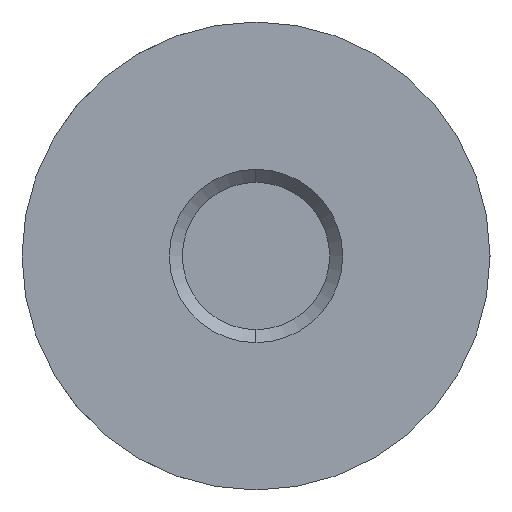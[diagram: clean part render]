
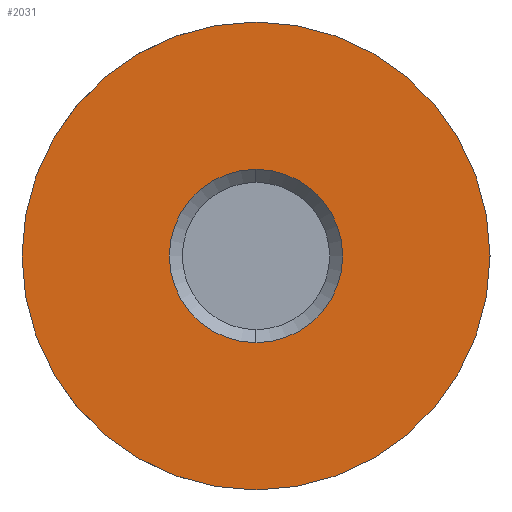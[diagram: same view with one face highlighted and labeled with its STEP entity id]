
A CAD part, left-side view. The second image highlights one B-rep face of the part: STEP entity #2031.
In plain terms, the highlighted planar face has unit normal (-1, 0, 0).
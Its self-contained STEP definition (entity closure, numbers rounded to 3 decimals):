
#39 = EDGE_CURVE ( 'NONE', #1999, #1990, #1108, .T. ) ;
#265 = PLANE ( 'NONE',  #1634 ) ;
#267 = CARTESIAN_POINT ( 'NONE',  ( 20., -11., 0. ) ) ;
#272 = DIRECTION ( 'NONE',  ( 1., 0., 0. ) ) ;
#273 = DIRECTION ( 'NONE',  ( 0., 0., -1. ) ) ;
#408 = CARTESIAN_POINT ( 'NONE',  ( 20., 0., 5. ) ) ;
#410 = CARTESIAN_POINT ( 'NONE',  ( 20., 0., -5. ) ) ;
#466 = CARTESIAN_POINT ( 'NONE',  ( 20., 0., -13.5 ) ) ;
#475 = CARTESIAN_POINT ( 'NONE',  ( 20., 0., 13.5 ) ) ;
#566 = EDGE_CURVE ( 'NONE', #1882, #1884, #1146, .T. ) ;
#593 = AXIS2_PLACEMENT_3D ( 'NONE', #1320, #1321, #1322 ) ;
#607 = AXIS2_PLACEMENT_3D ( 'NONE', #1428, #1429, #1430 ) ;
#610 = AXIS2_PLACEMENT_3D ( 'NONE', #975, #976, #977 ) ;
#611 = AXIS2_PLACEMENT_3D ( 'NONE', #978, #979, #980 ) ;
#757 = ORIENTED_EDGE ( 'NONE', *, *, #39, .T. ) ;
#758 = ORIENTED_EDGE ( 'NONE', *, *, #1618, .T. ) ;
#759 = ORIENTED_EDGE ( 'NONE', *, *, #566, .T. ) ;
#760 = ORIENTED_EDGE ( 'NONE', *, *, #1619, .T. ) ;
#896 = FACE_OUTER_BOUND ( 'NONE', #1468, .T. ) ;
#903 = FACE_BOUND ( 'NONE', #1447, .T. ) ;
#975 = CARTESIAN_POINT ( 'NONE',  ( 20., 0., 0. ) ) ;
#976 = DIRECTION ( 'NONE',  ( -1., 0., 0. ) ) ;
#977 = DIRECTION ( 'NONE',  ( 0., 0., -1. ) ) ;
#978 = CARTESIAN_POINT ( 'NONE',  ( 20., 0., 0. ) ) ;
#979 = DIRECTION ( 'NONE',  ( 1., 0., 0. ) ) ;
#980 = DIRECTION ( 'NONE',  ( 0., 0., -1. ) ) ;
#1108 = CIRCLE ( 'NONE', #593, 13.5 ) ;
#1146 = CIRCLE ( 'NONE', #607, 5. ) ;
#1160 = CIRCLE ( 'NONE', #610, 13.5 ) ;
#1162 = CIRCLE ( 'NONE', #611, 5. ) ;
#1320 = CARTESIAN_POINT ( 'NONE',  ( 20., 0., 0. ) ) ;
#1321 = DIRECTION ( 'NONE',  ( -1., 0., 0. ) ) ;
#1322 = DIRECTION ( 'NONE',  ( 0., 0., -1. ) ) ;
#1428 = CARTESIAN_POINT ( 'NONE',  ( 20., 0., 0. ) ) ;
#1429 = DIRECTION ( 'NONE',  ( 1., 0., 0. ) ) ;
#1430 = DIRECTION ( 'NONE',  ( 0., 0., -1. ) ) ;
#1447 = EDGE_LOOP ( 'NONE', ( #759, #760 ) ) ;
#1468 = EDGE_LOOP ( 'NONE', ( #757, #758 ) ) ;
#1618 = EDGE_CURVE ( 'NONE', #1990, #1999, #1160, .T. ) ;
#1619 = EDGE_CURVE ( 'NONE', #1884, #1882, #1162, .T. ) ;
#1634 = AXIS2_PLACEMENT_3D ( 'NONE', #267, #272, #273 ) ;
#1882 = VERTEX_POINT ( 'NONE', #408 ) ;
#1884 = VERTEX_POINT ( 'NONE', #410 ) ;
#1990 = VERTEX_POINT ( 'NONE', #466 ) ;
#1999 = VERTEX_POINT ( 'NONE', #475 ) ;
#2031 = ADVANCED_FACE ( 'NONE', ( #896, #903 ), #265, .F. ) ;
